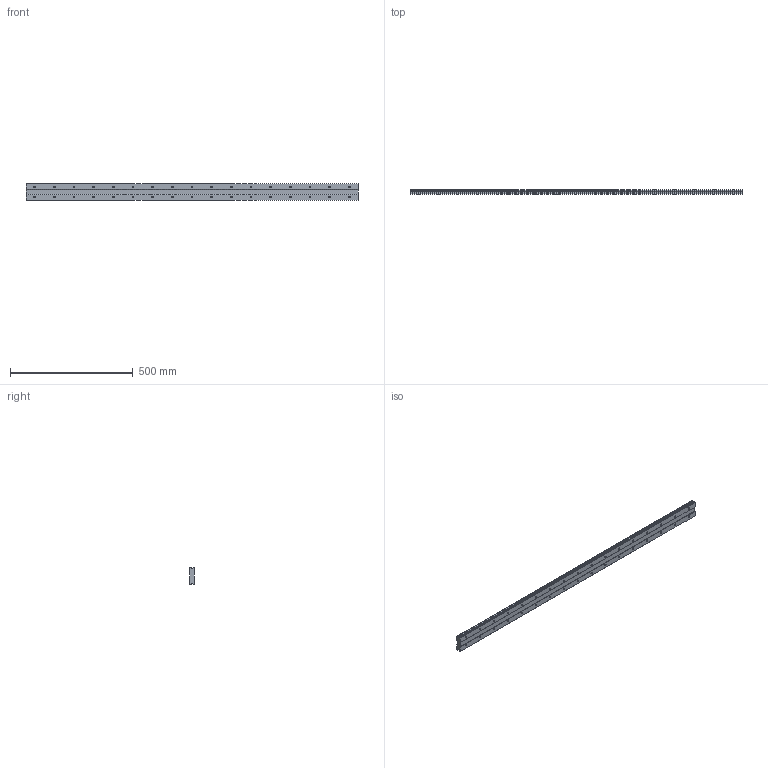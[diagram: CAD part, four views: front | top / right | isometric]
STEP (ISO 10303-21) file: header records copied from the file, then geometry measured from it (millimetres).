
FILE_DESCRIPTION (( 'STEP AP214' ), '1' );
FILE_NAME ('HRW35CA1SS-1350L_G35_0_B-M6F_621-7_0_0_0_1.STEP', '2021-07-06T12:31:37', ( '' ), ( '' ), 'SwSTEP 2.0', 'SolidWorks 2021', '' );
FILE_SCHEMA (( 'AUTOMOTIVE_DESIGN' ));
Length unit declared in the file: millimetre
Products named in the file (2): HRW35CA1SS-1350L_G35_0_B-M6F_621-7_0_0_0_1; _HRW35CA135035 Track
Assembly tree (1 placements, depth 2):
  HRW35CA1SS-1350L_G35_0_B-M6F_621-7_0_0_0_1
    _HRW35CA135035 Track
Bounding box: 1350 x 19 x 69 mm (x, y, z)
Volume: 1575585.5 mm3; surface area: 264152.8 mm2
Topology: 1 solids, 1 shells, 202 faces, 498 edges, 332 vertices
Faces by surface type: cylinder 140, plane 62
Entity records: 6324 total; most frequent: DIRECTION 1190, CARTESIAN_POINT 1036, ORIENTED_EDGE 996, EDGE_CURVE 498, AXIS2_PLACEMENT_3D 486, VERTEX_POINT 332, EDGE_LOOP 304, CIRCLE 280
